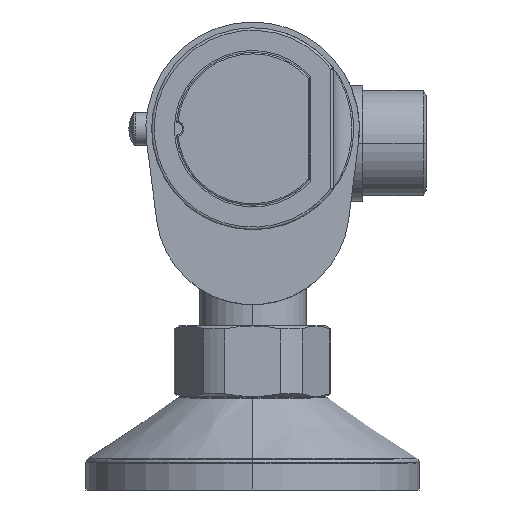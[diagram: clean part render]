
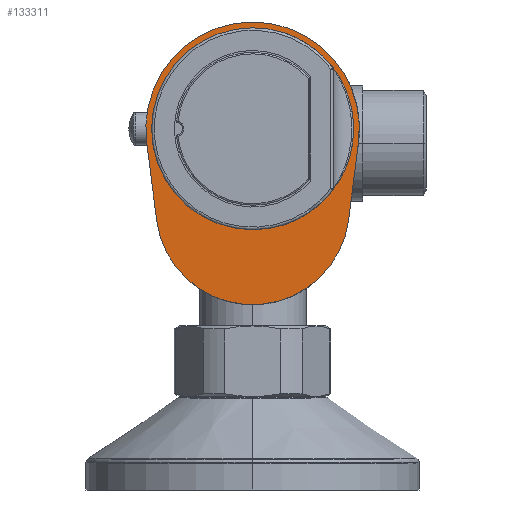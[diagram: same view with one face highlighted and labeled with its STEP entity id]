
A CAD part, left-side view. The second image highlights one B-rep face of the part: STEP entity #133311.
In plain terms, the highlighted planar face has unit normal (-1, 0, 0).
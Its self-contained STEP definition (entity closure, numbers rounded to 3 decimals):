
#15126=CARTESIAN_POINT('',(-93.,0.,-15.695));
#15127=DIRECTION('',(1.,0.,0.));
#15128=DIRECTION('',(0.,-0.992,-0.127));
#15129=AXIS2_PLACEMENT_3D('',#15126,#15127,#15128);
#15403=CARTESIAN_POINT('',(-93.,0.,0.));
#15404=DIRECTION('',(1.,0.,0.));
#15405=DIRECTION('',(0.,0.,1.));
#15406=AXIS2_PLACEMENT_3D('',#15403,#15404,#15405);
#15408=CARTESIAN_POINT('',(-93.,0.,0.));
#15409=DIRECTION('',(1.,0.,0.));
#15410=DIRECTION('',(0.,0.,-1.));
#15411=AXIS2_PLACEMENT_3D('',#15408,#15409,#15410);
#15563=CARTESIAN_POINT('',(-93.,0.,0.));
#15564=DIRECTION('',(1.,0.,0.));
#15565=DIRECTION('',(0.,0.992,-0.127));
#15566=AXIS2_PLACEMENT_3D('',#15563,#15564,#15565);
#15610=DIRECTION('',(0.,0.127,-0.992));
#15611=VECTOR('',#15610,15.567);
#15612=CARTESIAN_POINT('',(-93.,-20.978,-2.688));
#15613=LINE('',#15612,#15611);
#15686=DIRECTION('',(0.,0.127,0.992));
#15687=VECTOR('',#15686,15.567);
#15688=CARTESIAN_POINT('',(-93.,19.,-18.129));
#15689=LINE('',#15688,#15687);
#93466=CARTESIAN_POINT('',(-93.,0.,15.));
#93467=CARTESIAN_POINT('',(-93.,0.,-15.));
#93468=VERTEX_POINT('',#93466);
#93469=VERTEX_POINT('',#93467);
#93470=CARTESIAN_POINT('',(-93.,20.978,-2.688));
#93471=CARTESIAN_POINT('',(-93.,-20.978,-2.688));
#93472=VERTEX_POINT('',#93470);
#93473=VERTEX_POINT('',#93471);
#93474=CARTESIAN_POINT('',(-93.,-19.,-18.129));
#93475=VERTEX_POINT('',#93474);
#93476=CARTESIAN_POINT('',(-93.,19.,-18.129));
#93477=VERTEX_POINT('',#93476);
#133291=CARTESIAN_POINT('',(-93.,0.,0.));
#133292=DIRECTION('',(-1.,0.,0.));
#133293=DIRECTION('',(0.,1.,0.));
#133294=AXIS2_PLACEMENT_3D('',#133291,#133292,#133293);
#133295=PLANE('',#133294);
#133297=ORIENTED_EDGE('',*,*,#133296,.T.);
#133299=ORIENTED_EDGE('',*,*,#133298,.T.);
#133300=ORIENTED_EDGE('',*,*,#133257,.T.);
#133302=ORIENTED_EDGE('',*,*,#133301,.T.);
#133303=EDGE_LOOP('',(#133297,#133299,#133300,#133302));
#133304=FACE_OUTER_BOUND('',#133303,.F.);
#133306=ORIENTED_EDGE('',*,*,#133305,.F.);
#133308=ORIENTED_EDGE('',*,*,#133307,.F.);
#133309=EDGE_LOOP('',(#133306,#133308));
#133310=FACE_BOUND('',#133309,.F.);
#133311=ADVANCED_FACE('',(#133304,#133310),#133295,.T.);
#15130=CIRCLE('',#15129,19.155);
#15407=CIRCLE('',#15406,15.);
#15412=CIRCLE('',#15411,15.);
#15567=CIRCLE('',#15566,21.15);
#133257=EDGE_CURVE('',#93475,#93477,#15130,.T.);
#133296=EDGE_CURVE('',#93472,#93473,#15567,.T.);
#133298=EDGE_CURVE('',#93473,#93475,#15613,.T.);
#133301=EDGE_CURVE('',#93477,#93472,#15689,.T.);
#133305=EDGE_CURVE('',#93468,#93469,#15407,.T.);
#133307=EDGE_CURVE('',#93469,#93468,#15412,.T.);
